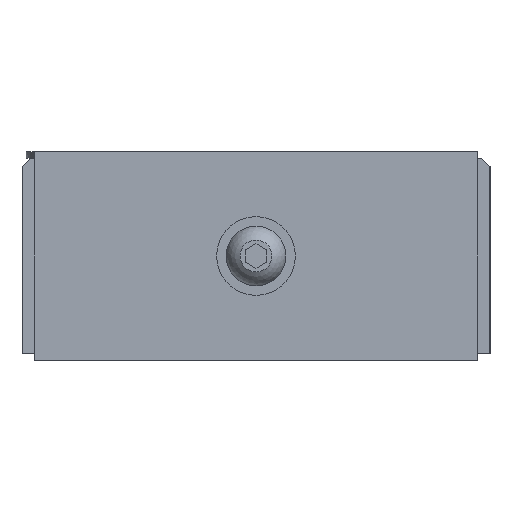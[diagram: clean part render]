
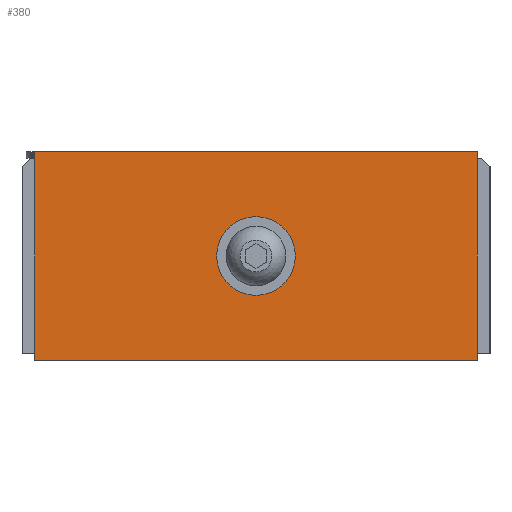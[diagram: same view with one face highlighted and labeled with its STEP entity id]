
A CAD part, left-side view. The second image highlights one B-rep face of the part: STEP entity #380.
In plain terms, the highlighted planar face has unit normal (-1, 0, 0).
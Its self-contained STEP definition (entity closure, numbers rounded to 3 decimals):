
#380 = ADVANCED_FACE( '', ( #939, #940 ), #941, .F. );
#939 = FACE_OUTER_BOUND( '', #1720, .T. );
#940 = FACE_BOUND( '', #1721, .T. );
#941 = PLANE( '', #1722 );
#1720 = EDGE_LOOP( '', ( #2764, #2765, #2766, #2767 ) );
#1721 = EDGE_LOOP( '', ( #2768 ) );
#1722 = AXIS2_PLACEMENT_3D( '', #2769, #2770, #2771 );
#2764 = ORIENTED_EDGE( '', *, *, #3896, .F. );
#2765 = ORIENTED_EDGE( '', *, *, #4127, .F. );
#2766 = ORIENTED_EDGE( '', *, *, #4128, .F. );
#2767 = ORIENTED_EDGE( '', *, *, #4129, .F. );
#2768 = ORIENTED_EDGE( '', *, *, #3855, .F. );
#2769 = CARTESIAN_POINT( '', ( -106., 52., 47.5 ) );
#2770 = DIRECTION( '', ( 1., 0., 0. ) );
#2771 = DIRECTION( '', ( 0., 0., 1. ) );
#3855 = EDGE_CURVE( '', #4462, #4462, #4463, .F. );
#3896 = EDGE_CURVE( '', #4531, #4533, #4534, .T. );
#4127 = EDGE_CURVE( '', #4906, #4531, #4907, .T. );
#4128 = EDGE_CURVE( '', #4908, #4906, #4909, .T. );
#4129 = EDGE_CURVE( '', #4533, #4908, #4910, .T. );
#4462 = VERTEX_POINT( '', #5357 );
#4463 = CIRCLE( '', #5358, 9.25 );
#4531 = VERTEX_POINT( '', #5448 );
#4533 = VERTEX_POINT( '', #5451 );
#4534 = LINE( '', #5452, #5453 );
#4906 = VERTEX_POINT( '', #6101 );
#4907 = LINE( '', #6102, #6103 );
#4908 = VERTEX_POINT( '', #6104 );
#4909 = LINE( '', #6105, #6106 );
#4910 = LINE( '', #6107, #6108 );
#5357 = CARTESIAN_POINT( '', ( -106., 0., 13.75 ) );
#5358 = AXIS2_PLACEMENT_3D( '', #6695, #6696, #6697 );
#5448 = CARTESIAN_POINT( '', ( -106., 52., -1.5 ) );
#5451 = CARTESIAN_POINT( '', ( -106., 52., 47.5 ) );
#5452 = CARTESIAN_POINT( '', ( -106., 52., -1.5 ) );
#5453 = VECTOR( '', #6758, 1000. );
#6101 = CARTESIAN_POINT( '', ( -106., -52., -1.5 ) );
#6102 = CARTESIAN_POINT( '', ( -106., -52., -1.5 ) );
#6103 = VECTOR( '', #7070, 1000. );
#6104 = CARTESIAN_POINT( '', ( -106., -52., 47.5 ) );
#6105 = CARTESIAN_POINT( '', ( -106., -52., 47.5 ) );
#6106 = VECTOR( '', #7071, 1000. );
#6107 = CARTESIAN_POINT( '', ( -106., 52., 47.5 ) );
#6108 = VECTOR( '', #7072, 1000. );
#6695 = CARTESIAN_POINT( '', ( -106., 0., 23. ) );
#6696 = DIRECTION( '', ( 1., 0., 0. ) );
#6697 = DIRECTION( '', ( 0., 0., -1. ) );
#6758 = DIRECTION( '', ( 0., 0., 1. ) );
#7070 = DIRECTION( '', ( 0., 1., 0. ) );
#7071 = DIRECTION( '', ( 0., 0., -1. ) );
#7072 = DIRECTION( '', ( 0., -1., 0. ) );
